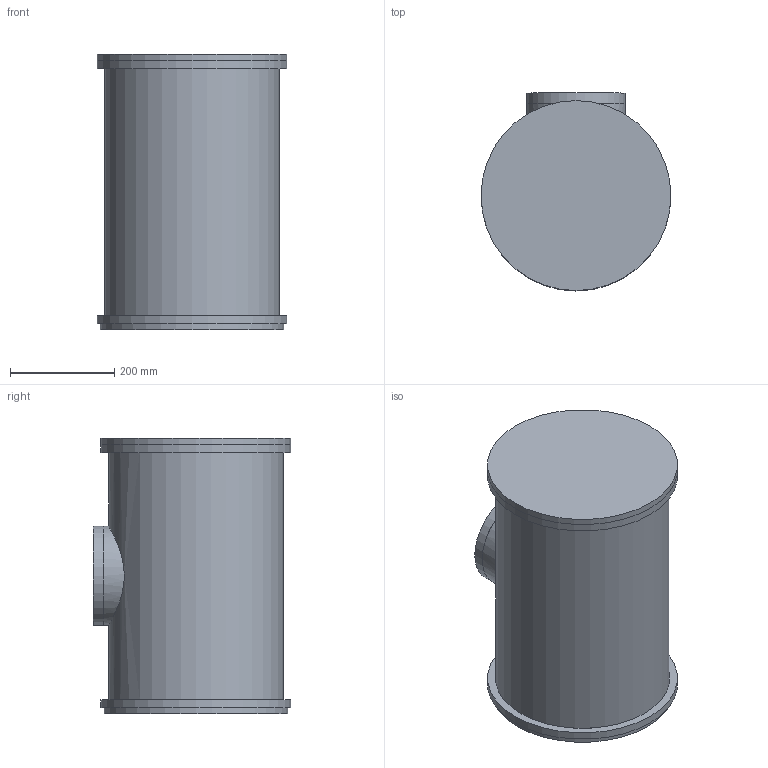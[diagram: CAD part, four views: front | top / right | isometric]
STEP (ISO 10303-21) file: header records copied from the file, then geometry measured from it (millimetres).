
FILE_DESCRIPTION(('FreeCAD Model'),'2;1');
FILE_NAME('output/everything.step','2017-04-23T12:46:02',('FreeCAD'),( 'FreeCAD'),'Open CASCADE STEP processor 6.9','FreeCAD','Unknown');
FILE_SCHEMA(('AUTOMOTIVE_DESIGN { 1 0 10303 214 1 1 1 1 }'));
Length unit declared in the file: millimetre
Products named in the file (24): Open CASCADE STEP translator 6.9 3; Open CASCADE STEP translator 6.9 3.1; Open CASCADE STEP translator 6.9 3.2; Open CASCADE STEP translator 6.9 3.3; Open CASCADE STEP translator 6.9 3.4; Open CASCADE STEP translator 6.9 3.5; Open CASCADE STEP translator 6.9 3.6; Open CASCADE STEP translator 6.9 3.7; Open CASCADE STEP translator 6.9 3.8; Open CASCADE STEP translator 6.9 3.9; Open CASCADE STEP translator 6.9 3.10; Open CASCADE STEP translator 6.9 3.11; Open CASCADE STEP translator 6.9 3.12; Open CASCADE STEP translator 6.9 3.13; Open CASCADE STEP translator 6.9 3.14; Open CASCADE STEP translator 6.9 3.15; Open CASCADE STEP translator 6.9 3.16; Open CASCADE STEP translator 6.9 3.17; Open CASCADE STEP translator 6.9 3.18; Open CASCADE STEP translator 6.9 3.19; Open CASCADE STEP translator 6.9 3.20; Open CASCADE STEP translator 6.9 3.21; Open CASCADE STEP translator 6.9 3.22; Open CASCADE STEP translator 6.9 3.23
Assembly tree (23 placements, depth 2):
  Open CASCADE STEP translator 6.9 3
    Open CASCADE STEP translator 6.9 3.1
    Open CASCADE STEP translator 6.9 3.2
    Open CASCADE STEP translator 6.9 3.3
    Open CASCADE STEP translator 6.9 3.4
    Open CASCADE STEP translator 6.9 3.5
    Open CASCADE STEP translator 6.9 3.6
    Open CASCADE STEP translator 6.9 3.7
    Open CASCADE STEP translator 6.9 3.8
    Open CASCADE STEP translator 6.9 3.9
    Open CASCADE STEP translator 6.9 3.10
    Open CASCADE STEP translator 6.9 3.11
    Open CASCADE STEP translator 6.9 3.12
    Open CASCADE STEP translator 6.9 3.13
    Open CASCADE STEP translator 6.9 3.14
    Open CASCADE STEP translator 6.9 3.15
    Open CASCADE STEP translator 6.9 3.16
    Open CASCADE STEP translator 6.9 3.17
    Open CASCADE STEP translator 6.9 3.18
    Open CASCADE STEP translator 6.9 3.19
    Open CASCADE STEP translator 6.9 3.20
    Open CASCADE STEP translator 6.9 3.21
    Open CASCADE STEP translator 6.9 3.22
    Open CASCADE STEP translator 6.9 3.23
Bounding box: 365 x 380 x 528.4 mm (x, y, z)
Volume: 5616866.7 mm3; surface area: 1941412.6 mm2
Topology: 22 solids, 23 shells, 752 faces, 1895 edges, 1247 vertices
Faces by surface type: cylinder 411, plane 311, bspline 16, cone 10, torus 4
Full cylindrical faces by diameter (mm): 1.75 x16, 2.2 x8, 3 x2, 3.2 x46, 14.4 x2, 17.5 x2, 106.5 x1, 186.5 x1, 190.5 x2, 194 x2, 300 x1, 315 x2, 331 x1, 335 x1, 352.8 x1, 365 x3
Entity records: 63743 total; most frequent: CARTESIAN_POINT 25154, DIRECTION 7374, LINE 3855, VECTOR 3855, ORIENTED_EDGE 3786, PCURVE 3786, DEFINITIONAL_REPRESENTATION 3786, EDGE_CURVE 1895
